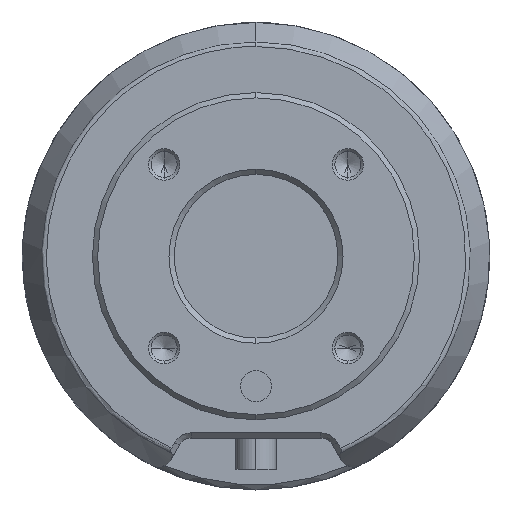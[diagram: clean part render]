
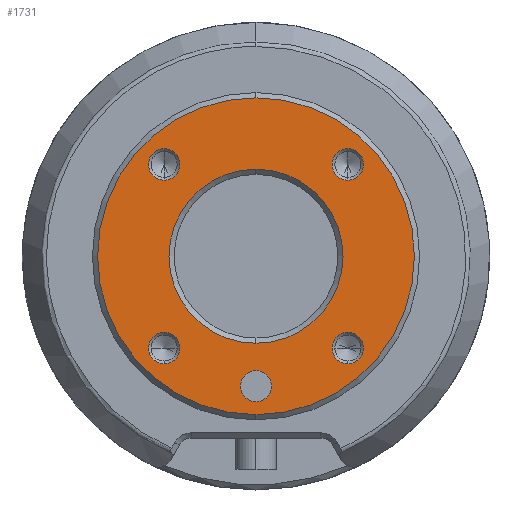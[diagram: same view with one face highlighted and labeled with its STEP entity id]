
A CAD part, front view. The second image highlights one B-rep face of the part: STEP entity #1731.
In plain terms, the highlighted planar face has unit normal (0, -1, 0).
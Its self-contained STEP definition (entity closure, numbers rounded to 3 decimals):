
#10 = CIRCLE ( 'NONE', #3316, 3. ) ;
#67 = VERTEX_POINT ( 'NONE', #298 ) ;
#110 = CARTESIAN_POINT ( 'NONE',  ( -67.219, -1.826, 56.851 ) ) ;
#139 = ORIENTED_EDGE ( 'NONE', *, *, #2799, .F. ) ;
#140 = PLANE ( 'NONE',  #2844 ) ;
#190 = FACE_BOUND ( 'NONE', #1647, .T. ) ;
#207 = DIRECTION ( 'NONE',  ( 0., -1., 0. ) ) ;
#209 = DIRECTION ( 'NONE',  ( 0., -1., 0. ) ) ;
#221 = ORIENTED_EDGE ( 'NONE', *, *, #2488, .F. ) ;
#229 = CARTESIAN_POINT ( 'NONE',  ( -67.219, -1.826, -4.149 ) ) ;
#239 = CARTESIAN_POINT ( 'NONE',  ( -67.219, -1.826, 26.351 ) ) ;
#272 = EDGE_CURVE ( 'NONE', #2000, #2908, #10, .T. ) ;
#298 = CARTESIAN_POINT ( 'NONE',  ( -49.541, -1.826, 41.003 ) ) ;
#304 = EDGE_CURVE ( 'NONE', #1057, #2212, #600, .T. ) ;
#316 = EDGE_CURVE ( 'NONE', #1324, #849, #2713, .T. ) ;
#341 = CARTESIAN_POINT ( 'NONE',  ( -67.219, -1.826, 4.351 ) ) ;
#376 = ORIENTED_EDGE ( 'NONE', *, *, #316, .F. ) ;
#388 = CARTESIAN_POINT ( 'NONE',  ( -49.541, -1.826, 44.028 ) ) ;
#433 = ORIENTED_EDGE ( 'NONE', *, *, #2157, .F. ) ;
#447 = VERTEX_POINT ( 'NONE', #1653 ) ;
#452 = DIRECTION ( 'NONE',  ( 0., 0., -1. ) ) ;
#466 = AXIS2_PLACEMENT_3D ( 'NONE', #1572, #2098, #542 ) ;
#542 = DIRECTION ( 'NONE',  ( 0., 0., -1. ) ) ;
#600 = CIRCLE ( 'NONE', #2723, 3.025 ) ;
#624 = CARTESIAN_POINT ( 'NONE',  ( -84.896, -1.826, 5.648 ) ) ;
#701 = FACE_BOUND ( 'NONE', #3195, .T. ) ;
#703 = DIRECTION ( 'NONE',  ( 0., 0., -1. ) ) ;
#732 = CARTESIAN_POINT ( 'NONE',  ( -84.896, -1.826, 44.028 ) ) ;
#782 = CIRCLE ( 'NONE', #1104, 16.75 ) ;
#794 = DIRECTION ( 'NONE',  ( 0., 0., -1. ) ) ;
#822 = ORIENTED_EDGE ( 'NONE', *, *, #892, .F. ) ;
#831 = CARTESIAN_POINT ( 'NONE',  ( -67.219, -1.826, -1.649 ) ) ;
#849 = VERTEX_POINT ( 'NONE', #2058 ) ;
#870 = CARTESIAN_POINT ( 'NONE',  ( -84.896, -1.826, 11.698 ) ) ;
#892 = EDGE_CURVE ( 'NONE', #927, #2572, #2382, .T. ) ;
#923 = AXIS2_PLACEMENT_3D ( 'NONE', #1011, #1804, #2082 ) ;
#927 = VERTEX_POINT ( 'NONE', #624 ) ;
#928 = CARTESIAN_POINT ( 'NONE',  ( -84.896, -1.826, 44.028 ) ) ;
#945 = CARTESIAN_POINT ( 'NONE',  ( -84.896, -1.826, 47.053 ) ) ;
#966 = FACE_OUTER_BOUND ( 'NONE', #1888, .T. ) ;
#968 = AXIS2_PLACEMENT_3D ( 'NONE', #1937, #1656, #2192 ) ;
#1011 = CARTESIAN_POINT ( 'NONE',  ( -84.896, -1.826, 8.673 ) ) ;
#1012 = DIRECTION ( 'NONE',  ( 0., -1., 0. ) ) ;
#1050 = DIRECTION ( 'NONE',  ( 0., 0., -1. ) ) ;
#1057 = VERTEX_POINT ( 'NONE', #2898 ) ;
#1058 = CIRCLE ( 'NONE', #1492, 3.025 ) ;
#1104 = AXIS2_PLACEMENT_3D ( 'NONE', #3334, #3126, #794 ) ;
#1130 = VERTEX_POINT ( 'NONE', #110 ) ;
#1169 = DIRECTION ( 'NONE',  ( 1., 0., 0. ) ) ;
#1173 = CARTESIAN_POINT ( 'NONE',  ( -49.541, -1.826, 5.648 ) ) ;
#1178 = CIRCLE ( 'NONE', #2042, 16.75 ) ;
#1205 = CARTESIAN_POINT ( 'NONE',  ( -67.219, -1.826, 1.351 ) ) ;
#1218 = DIRECTION ( 'NONE',  ( 0., 1., 0. ) ) ;
#1235 = AXIS2_PLACEMENT_3D ( 'NONE', #388, #1410, #2978 ) ;
#1322 = DIRECTION ( 'NONE',  ( 0., -1., 0. ) ) ;
#1324 = VERTEX_POINT ( 'NONE', #1173 ) ;
#1345 = EDGE_LOOP ( 'NONE', ( #2296, #2577 ) ) ;
#1361 = EDGE_CURVE ( 'NONE', #2908, #2000, #2531, .T. ) ;
#1378 = VERTEX_POINT ( 'NONE', #2021 ) ;
#1410 = DIRECTION ( 'NONE',  ( 0., -1., 0. ) ) ;
#1432 = EDGE_CURVE ( 'NONE', #849, #1324, #3133, .T. ) ;
#1439 = CARTESIAN_POINT ( 'NONE',  ( -82.969, -1.826, 26.351 ) ) ;
#1455 = FACE_BOUND ( 'NONE', #1784, .T. ) ;
#1459 = CARTESIAN_POINT ( 'NONE',  ( -49.541, -1.826, 8.673 ) ) ;
#1462 = VERTEX_POINT ( 'NONE', #229 ) ;
#1492 = AXIS2_PLACEMENT_3D ( 'NONE', #928, #1716, #2751 ) ;
#1497 = AXIS2_PLACEMENT_3D ( 'NONE', #2291, #1322, #1050 ) ;
#1505 = DIRECTION ( 'NONE',  ( 0., 0., -1. ) ) ;
#1539 = DIRECTION ( 'NONE',  ( 0., 1., 0. ) ) ;
#1548 = AXIS2_PLACEMENT_3D ( 'NONE', #1205, #209, #452 ) ;
#1553 = ORIENTED_EDGE ( 'NONE', *, *, #1432, .F. ) ;
#1572 = CARTESIAN_POINT ( 'NONE',  ( -84.896, -1.826, 8.673 ) ) ;
#1612 = CIRCLE ( 'NONE', #2648, 3.025 ) ;
#1647 = EDGE_LOOP ( 'NONE', ( #2505, #2435 ) ) ;
#1653 = CARTESIAN_POINT ( 'NONE',  ( -67.219, -1.826, 9.601 ) ) ;
#1656 = DIRECTION ( 'NONE',  ( 0., 1., 0. ) ) ;
#1716 = DIRECTION ( 'NONE',  ( 0., -1., 0. ) ) ;
#1731 = ADVANCED_FACE ( 'NONE', ( #2927, #1455, #2513, #701, #2464, #190, #966 ), #140, .F. ) ;
#1784 = EDGE_LOOP ( 'NONE', ( #2355, #433 ) ) ;
#1790 = CARTESIAN_POINT ( 'NONE',  ( -49.541, -1.826, 44.028 ) ) ;
#1804 = DIRECTION ( 'NONE',  ( 0., -1., 0. ) ) ;
#1888 = EDGE_LOOP ( 'NONE', ( #2693, #2184 ) ) ;
#1937 = CARTESIAN_POINT ( 'NONE',  ( -67.219, -1.826, 26.351 ) ) ;
#1939 = EDGE_CURVE ( 'NONE', #1378, #447, #782, .T. ) ;
#1973 = CARTESIAN_POINT ( 'NONE',  ( -67.219, -1.826, 1.351 ) ) ;
#1993 = CIRCLE ( 'NONE', #3307, 30.5 ) ;
#2000 = VERTEX_POINT ( 'NONE', #341 ) ;
#2021 = CARTESIAN_POINT ( 'NONE',  ( -67.219, -1.826, 43.101 ) ) ;
#2036 = DIRECTION ( 'NONE',  ( 0., -1., 0. ) ) ;
#2042 = AXIS2_PLACEMENT_3D ( 'NONE', #2611, #1012, #1505 ) ;
#2058 = CARTESIAN_POINT ( 'NONE',  ( -49.541, -1.826, 11.698 ) ) ;
#2082 = DIRECTION ( 'NONE',  ( 0., 0., -1. ) ) ;
#2098 = DIRECTION ( 'NONE',  ( 0., -1., 0. ) ) ;
#2157 = EDGE_CURVE ( 'NONE', #2212, #1057, #1058, .T. ) ;
#2184 = ORIENTED_EDGE ( 'NONE', *, *, #2477, .F. ) ;
#2192 = DIRECTION ( 'NONE',  ( 0., 0., 1. ) ) ;
#2212 = VERTEX_POINT ( 'NONE', #945 ) ;
#2254 = ORIENTED_EDGE ( 'NONE', *, *, #2381, .F. ) ;
#2266 = CIRCLE ( 'NONE', #968, 30.5 ) ;
#2291 = CARTESIAN_POINT ( 'NONE',  ( -49.541, -1.826, 8.673 ) ) ;
#2296 = ORIENTED_EDGE ( 'NONE', *, *, #1361, .F. ) ;
#2339 = CARTESIAN_POINT ( 'NONE',  ( -49.541, -1.826, 47.053 ) ) ;
#2355 = ORIENTED_EDGE ( 'NONE', *, *, #304, .F. ) ;
#2381 = EDGE_CURVE ( 'NONE', #3250, #67, #1612, .T. ) ;
#2382 = CIRCLE ( 'NONE', #923, 3.025 ) ;
#2435 = ORIENTED_EDGE ( 'NONE', *, *, #1939, .F. ) ;
#2446 = AXIS2_PLACEMENT_3D ( 'NONE', #1459, #2500, #703 ) ;
#2464 = FACE_BOUND ( 'NONE', #3202, .T. ) ;
#2477 = EDGE_CURVE ( 'NONE', #1462, #1130, #2266, .T. ) ;
#2488 = EDGE_CURVE ( 'NONE', #67, #3250, #2766, .T. ) ;
#2500 = DIRECTION ( 'NONE',  ( 0., -1., 0. ) ) ;
#2505 = ORIENTED_EDGE ( 'NONE', *, *, #2846, .F. ) ;
#2513 = FACE_BOUND ( 'NONE', #2524, .T. ) ;
#2524 = EDGE_LOOP ( 'NONE', ( #221, #2254 ) ) ;
#2531 = CIRCLE ( 'NONE', #1548, 3. ) ;
#2534 = DIRECTION ( 'NONE',  ( 0., 0., -1. ) ) ;
#2572 = VERTEX_POINT ( 'NONE', #870 ) ;
#2577 = ORIENTED_EDGE ( 'NONE', *, *, #272, .F. ) ;
#2611 = CARTESIAN_POINT ( 'NONE',  ( -67.219, -1.826, 26.351 ) ) ;
#2648 = AXIS2_PLACEMENT_3D ( 'NONE', #1790, #2036, #2895 ) ;
#2693 = ORIENTED_EDGE ( 'NONE', *, *, #2810, .F. ) ;
#2713 = CIRCLE ( 'NONE', #2446, 3.025 ) ;
#2723 = AXIS2_PLACEMENT_3D ( 'NONE', #732, #207, #3325 ) ;
#2751 = DIRECTION ( 'NONE',  ( 0., 0., -1. ) ) ;
#2766 = CIRCLE ( 'NONE', #1235, 3.025 ) ;
#2799 = EDGE_CURVE ( 'NONE', #2572, #927, #3125, .T. ) ;
#2810 = EDGE_CURVE ( 'NONE', #1130, #1462, #1993, .T. ) ;
#2839 = DIRECTION ( 'NONE',  ( 0., 0., 1. ) ) ;
#2844 = AXIS2_PLACEMENT_3D ( 'NONE', #1439, #1218, #1169 ) ;
#2846 = EDGE_CURVE ( 'NONE', #447, #1378, #1178, .T. ) ;
#2895 = DIRECTION ( 'NONE',  ( 0., 0., -1. ) ) ;
#2898 = CARTESIAN_POINT ( 'NONE',  ( -84.896, -1.826, 41.003 ) ) ;
#2908 = VERTEX_POINT ( 'NONE', #831 ) ;
#2927 = FACE_BOUND ( 'NONE', #1345, .T. ) ;
#2978 = DIRECTION ( 'NONE',  ( 0., 0., -1. ) ) ;
#3003 = DIRECTION ( 'NONE',  ( 0., -1., 0. ) ) ;
#3125 = CIRCLE ( 'NONE', #466, 3.025 ) ;
#3126 = DIRECTION ( 'NONE',  ( 0., -1., 0. ) ) ;
#3133 = CIRCLE ( 'NONE', #1497, 3.025 ) ;
#3195 = EDGE_LOOP ( 'NONE', ( #376, #1553 ) ) ;
#3202 = EDGE_LOOP ( 'NONE', ( #822, #139 ) ) ;
#3250 = VERTEX_POINT ( 'NONE', #2339 ) ;
#3307 = AXIS2_PLACEMENT_3D ( 'NONE', #239, #1539, #2839 ) ;
#3316 = AXIS2_PLACEMENT_3D ( 'NONE', #1973, #3003, #2534 ) ;
#3325 = DIRECTION ( 'NONE',  ( 0., 0., -1. ) ) ;
#3334 = CARTESIAN_POINT ( 'NONE',  ( -67.219, -1.826, 26.351 ) ) ;
